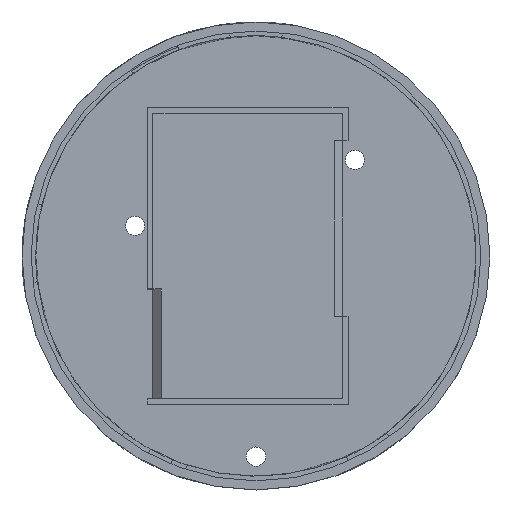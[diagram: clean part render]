
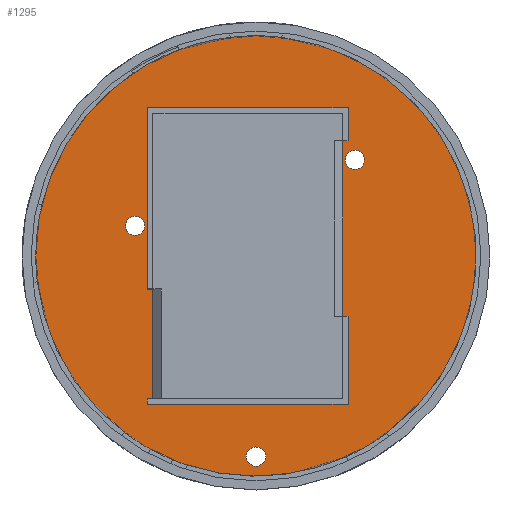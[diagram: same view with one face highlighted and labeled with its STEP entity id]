
A CAD part, top view. The second image highlights one B-rep face of the part: STEP entity #1295.
In plain terms, the highlighted planar face has unit normal (0, 0, 1).
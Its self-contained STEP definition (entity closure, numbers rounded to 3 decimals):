
#30=FACE_BOUND('',#183,.T.);
#31=FACE_BOUND('',#184,.T.);
#32=FACE_BOUND('',#185,.T.);
#33=FACE_BOUND('',#186,.T.);
#48=PLANE('',#1398);
#109=FACE_OUTER_BOUND('',#182,.T.);
#182=EDGE_LOOP('',(#1002));
#183=EDGE_LOOP('',(#1003));
#184=EDGE_LOOP('',(#1004));
#185=EDGE_LOOP('',(#1005));
#186=EDGE_LOOP('',(#1006,#1007,#1008,#1009,#1010,#1011,#1012,#1013,#1014,
#1015,#1016,#1017));
#272=LINE('',#1987,#411);
#279=LINE('',#2002,#418);
#292=LINE('',#2027,#431);
#295=LINE('',#2039,#434);
#296=LINE('',#2041,#435);
#297=LINE('',#2043,#436);
#298=LINE('',#2044,#437);
#299=LINE('',#2046,#438);
#300=LINE('',#2048,#439);
#301=LINE('',#2050,#440);
#302=LINE('',#2052,#441);
#303=LINE('',#2053,#442);
#411=VECTOR('',#1588,10.);
#418=VECTOR('',#1599,10.);
#431=VECTOR('',#1618,10.);
#434=VECTOR('',#1629,10.);
#435=VECTOR('',#1630,10.);
#436=VECTOR('',#1631,10.);
#437=VECTOR('',#1632,10.);
#438=VECTOR('',#1633,10.);
#439=VECTOR('',#1634,10.);
#440=VECTOR('',#1635,10.);
#441=VECTOR('',#1636,10.);
#442=VECTOR('',#1637,10.);
#517=CIRCLE('',#1364,1.75);
#536=CIRCLE('',#1399,40.075);
#537=CIRCLE('',#1400,1.75);
#538=CIRCLE('',#1401,1.75);
#570=VERTEX_POINT('',#1866);
#617=VERTEX_POINT('',#1984);
#618=VERTEX_POINT('',#1986);
#623=VERTEX_POINT('',#1999);
#624=VERTEX_POINT('',#2001);
#633=VERTEX_POINT('',#2026);
#635=VERTEX_POINT('',#2032);
#636=VERTEX_POINT('',#2034);
#637=VERTEX_POINT('',#2036);
#638=VERTEX_POINT('',#2038);
#639=VERTEX_POINT('',#2040);
#640=VERTEX_POINT('',#2042);
#641=VERTEX_POINT('',#2045);
#642=VERTEX_POINT('',#2047);
#643=VERTEX_POINT('',#2049);
#644=VERTEX_POINT('',#2051);
#698=EDGE_CURVE('',#570,#570,#517,.T.);
#755=EDGE_CURVE('',#618,#617,#272,.T.);
#762=EDGE_CURVE('',#624,#623,#279,.T.);
#775=EDGE_CURVE('',#633,#624,#292,.T.);
#778=EDGE_CURVE('',#635,#635,#536,.T.);
#779=EDGE_CURVE('',#636,#636,#537,.T.);
#780=EDGE_CURVE('',#637,#637,#538,.T.);
#781=EDGE_CURVE('',#617,#638,#295,.T.);
#782=EDGE_CURVE('',#638,#639,#296,.T.);
#783=EDGE_CURVE('',#639,#640,#297,.T.);
#784=EDGE_CURVE('',#640,#633,#298,.T.);
#785=EDGE_CURVE('',#623,#641,#299,.T.);
#786=EDGE_CURVE('',#641,#642,#300,.T.);
#787=EDGE_CURVE('',#642,#643,#301,.T.);
#788=EDGE_CURVE('',#643,#644,#302,.T.);
#789=EDGE_CURVE('',#644,#618,#303,.T.);
#1002=ORIENTED_EDGE('',*,*,#778,.F.);
#1003=ORIENTED_EDGE('',*,*,#698,.T.);
#1004=ORIENTED_EDGE('',*,*,#779,.T.);
#1005=ORIENTED_EDGE('',*,*,#780,.T.);
#1006=ORIENTED_EDGE('',*,*,#755,.T.);
#1007=ORIENTED_EDGE('',*,*,#781,.T.);
#1008=ORIENTED_EDGE('',*,*,#782,.T.);
#1009=ORIENTED_EDGE('',*,*,#783,.T.);
#1010=ORIENTED_EDGE('',*,*,#784,.T.);
#1011=ORIENTED_EDGE('',*,*,#775,.T.);
#1012=ORIENTED_EDGE('',*,*,#762,.T.);
#1013=ORIENTED_EDGE('',*,*,#785,.T.);
#1014=ORIENTED_EDGE('',*,*,#786,.T.);
#1015=ORIENTED_EDGE('',*,*,#787,.T.);
#1016=ORIENTED_EDGE('',*,*,#788,.T.);
#1017=ORIENTED_EDGE('',*,*,#789,.T.);
#1295=ADVANCED_FACE('',(#109,#30,#31,#32,#33),#48,.T.);
#1364=AXIS2_PLACEMENT_3D('',#1868,#1494,#1495);
#1398=AXIS2_PLACEMENT_3D('',#2031,#1621,#1622);
#1399=AXIS2_PLACEMENT_3D('',#2033,#1623,#1624);
#1400=AXIS2_PLACEMENT_3D('',#2035,#1625,#1626);
#1401=AXIS2_PLACEMENT_3D('',#2037,#1627,#1628);
#1494=DIRECTION('center_axis',(0.,0.,-1.));
#1495=DIRECTION('ref_axis',(1.,0.,0.));
#1588=DIRECTION('',(0.,-1.,0.));
#1599=DIRECTION('',(0.,1.,0.));
#1618=DIRECTION('',(1.,0.,0.));
#1621=DIRECTION('center_axis',(0.,0.,1.));
#1622=DIRECTION('ref_axis',(1.,0.,0.));
#1623=DIRECTION('center_axis',(0.,0.,-1.));
#1624=DIRECTION('ref_axis',(1.,0.,0.));
#1625=DIRECTION('center_axis',(0.,0.,-1.));
#1626=DIRECTION('ref_axis',(1.,0.,0.));
#1627=DIRECTION('center_axis',(0.,0.,-1.));
#1628=DIRECTION('ref_axis',(1.,0.,0.));
#1629=DIRECTION('',(1.,0.,0.));
#1630=DIRECTION('',(0.,-1.,0.));
#1631=DIRECTION('',(-1.,0.,0.));
#1632=DIRECTION('',(0.,1.,0.));
#1633=DIRECTION('',(-1.,0.,0.));
#1634=DIRECTION('',(0.,1.,0.));
#1635=DIRECTION('',(1.,0.,0.));
#1636=DIRECTION('',(0.,-1.,0.));
#1637=DIRECTION('',(-1.,0.,0.));
#1866=CARTESIAN_POINT('',(-1.75,-36.5,0.));
#1868=CARTESIAN_POINT('Origin',(0.,-36.5,0.));
#1984=CARTESIAN_POINT('',(15.75,-11.,0.));
#1986=CARTESIAN_POINT('',(15.75,21.,0.));
#1987=CARTESIAN_POINT('',(15.75,-13.,0.));
#1999=CARTESIAN_POINT('',(-18.75,-6.,0.));
#2001=CARTESIAN_POINT('',(-18.75,-26.,0.));
#2002=CARTESIAN_POINT('',(-18.75,13.,0.));
#2026=CARTESIAN_POINT('',(-19.75,-26.,0.));
#2027=CARTESIAN_POINT('',(7.875,-26.,0.));
#2031=CARTESIAN_POINT('Origin',(0.,0.,0.));
#2032=CARTESIAN_POINT('',(-40.075,0.,0.));
#2033=CARTESIAN_POINT('Origin',(0.,0.,0.));
#2034=CARTESIAN_POINT('',(-23.75,5.5,0.));
#2035=CARTESIAN_POINT('Origin',(-22.,5.5,0.));
#2036=CARTESIAN_POINT('',(16.25,17.5,0.));
#2037=CARTESIAN_POINT('Origin',(18.,17.5,0.));
#2038=CARTESIAN_POINT('',(16.75,-11.,0.));
#2039=CARTESIAN_POINT('',(8.375,-11.,0.));
#2040=CARTESIAN_POINT('',(16.75,-27.,0.));
#2041=CARTESIAN_POINT('',(16.75,-13.5,0.));
#2042=CARTESIAN_POINT('',(-19.75,-27.,0.));
#2043=CARTESIAN_POINT('',(-9.875,-27.,0.));
#2044=CARTESIAN_POINT('',(-19.75,-13.,0.));
#2045=CARTESIAN_POINT('',(-19.75,-6.,0.));
#2046=CARTESIAN_POINT('',(-9.875,-6.,0.));
#2047=CARTESIAN_POINT('',(-19.75,27.,0.));
#2048=CARTESIAN_POINT('',(-19.75,13.5,0.));
#2049=CARTESIAN_POINT('',(16.75,27.,0.));
#2050=CARTESIAN_POINT('',(8.375,27.,0.));
#2051=CARTESIAN_POINT('',(16.75,21.,0.));
#2052=CARTESIAN_POINT('',(16.75,10.5,0.));
#2053=CARTESIAN_POINT('',(7.875,21.,0.));
